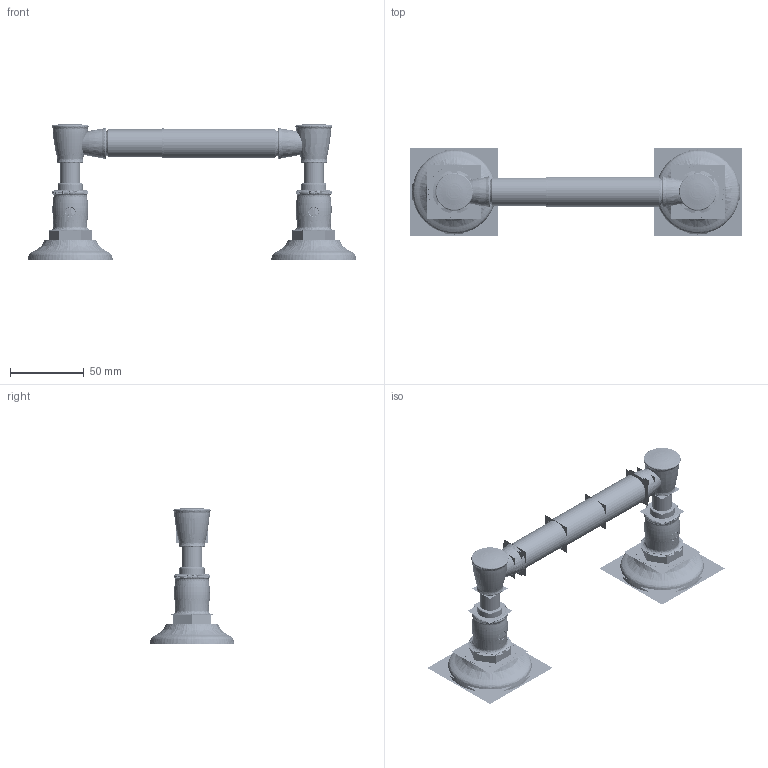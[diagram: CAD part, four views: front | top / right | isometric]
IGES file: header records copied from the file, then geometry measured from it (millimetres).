
Start section:  PTC IGES file: 40-28_asm.igs
Global section: file name: 40-28_asm.igs; native system: Creo Parametric by Parametric Technology Corporation; preprocessor: 2013150; author: rsmith; organization: Unknown; date: 20160720.085728; units: inch
Bounding box: 225.1 x 60 x 92.78 mm (x, y, z)
Surface area: 378875.1 mm2 (no closed solid volume)
Topology: 0 solids, 0 shells, 3760 faces, 46273 edges, 59679 vertices
Faces by surface type: bspline 2568, revolution 1192
